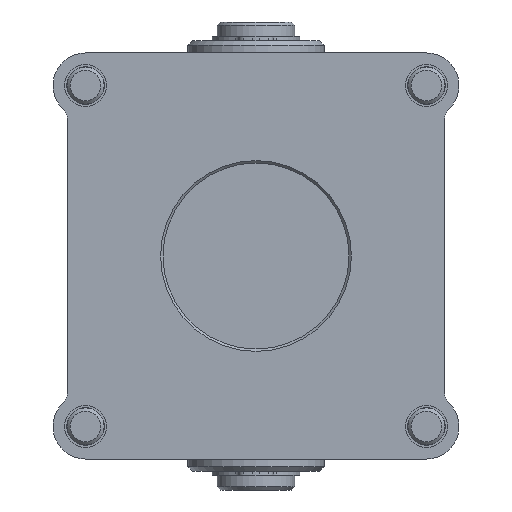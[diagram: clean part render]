
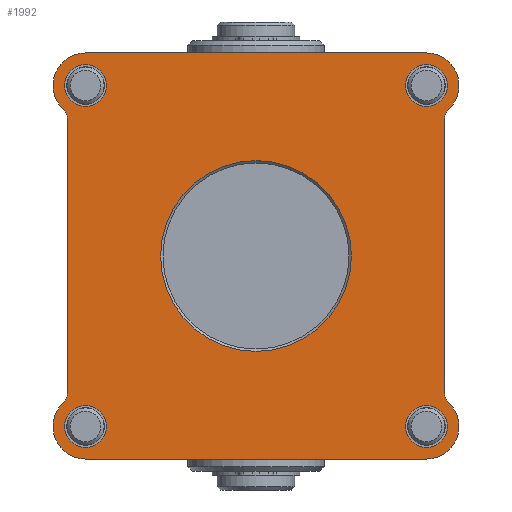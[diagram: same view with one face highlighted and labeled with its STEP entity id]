
A CAD part, front view. The second image highlights one B-rep face of the part: STEP entity #1992.
In plain terms, the highlighted planar face has unit normal (0, -1, 0).
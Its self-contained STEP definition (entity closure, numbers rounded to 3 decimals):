
#177=CIRCLE('',#2193,10.5);
#179=CIRCLE('',#2196,3.93);
#181=CIRCLE('',#2200,3.93);
#183=CIRCLE('',#2203,10.5);
#185=CIRCLE('',#2206,10.5);
#187=CIRCLE('',#2209,3.93);
#189=CIRCLE('',#2213,3.93);
#192=CIRCLE('',#2217,6.75);
#194=CIRCLE('',#2220,6.75);
#196=CIRCLE('',#2223,6.75);
#198=CIRCLE('',#2226,6.75);
#199=CIRCLE('',#2228,10.5);
#201=CIRCLE('',#2231,30.77);
#439=ORIENTED_EDGE('',*,*,#941,.F.);
#440=ORIENTED_EDGE('',*,*,#938,.T.);
#441=ORIENTED_EDGE('',*,*,#936,.T.);
#442=ORIENTED_EDGE('',*,*,#934,.T.);
#443=ORIENTED_EDGE('',*,*,#932,.T.);
#444=ORIENTED_EDGE('',*,*,#854,.F.);
#445=ORIENTED_EDGE('',*,*,#939,.F.);
#446=ORIENTED_EDGE('',*,*,#928,.T.);
#447=ORIENTED_EDGE('',*,*,#922,.F.);
#448=ORIENTED_EDGE('',*,*,#919,.T.);
#449=ORIENTED_EDGE('',*,*,#916,.F.);
#450=ORIENTED_EDGE('',*,*,#862,.F.);
#451=ORIENTED_EDGE('',*,*,#914,.F.);
#452=ORIENTED_EDGE('',*,*,#911,.T.);
#453=ORIENTED_EDGE('',*,*,#905,.F.);
#454=ORIENTED_EDGE('',*,*,#902,.T.);
#455=ORIENTED_EDGE('',*,*,#899,.F.);
#854=EDGE_CURVE('',#1119,#1120,#1297,.T.);
#862=EDGE_CURVE('',#1125,#1126,#1305,.T.);
#899=EDGE_CURVE('',#1120,#1149,#177,.T.);
#902=EDGE_CURVE('',#1151,#1149,#179,.T.);
#905=EDGE_CURVE('',#1151,#1153,#1328,.T.);
#911=EDGE_CURVE('',#1157,#1153,#181,.T.);
#914=EDGE_CURVE('',#1157,#1125,#183,.T.);
#916=EDGE_CURVE('',#1126,#1159,#185,.T.);
#919=EDGE_CURVE('',#1161,#1159,#187,.T.);
#922=EDGE_CURVE('',#1161,#1163,#1337,.T.);
#928=EDGE_CURVE('',#1167,#1163,#189,.T.);
#932=EDGE_CURVE('',#1170,#1170,#192,.T.);
#934=EDGE_CURVE('',#1172,#1172,#194,.T.);
#936=EDGE_CURVE('',#1174,#1174,#196,.T.);
#938=EDGE_CURVE('',#1176,#1176,#198,.T.);
#939=EDGE_CURVE('',#1167,#1119,#199,.T.);
#941=EDGE_CURVE('',#1177,#1177,#201,.T.);
#1119=VERTEX_POINT('',#3203);
#1120=VERTEX_POINT('',#3205);
#1125=VERTEX_POINT('',#3218);
#1126=VERTEX_POINT('',#3220);
#1149=VERTEX_POINT('',#3307);
#1151=VERTEX_POINT('',#3313);
#1153=VERTEX_POINT('',#3319);
#1157=VERTEX_POINT('',#3330);
#1159=VERTEX_POINT('',#3339);
#1161=VERTEX_POINT('',#3345);
#1163=VERTEX_POINT('',#3351);
#1167=VERTEX_POINT('',#3362);
#1170=VERTEX_POINT('',#3370);
#1172=VERTEX_POINT('',#3375);
#1174=VERTEX_POINT('',#3380);
#1176=VERTEX_POINT('',#3385);
#1177=VERTEX_POINT('',#3391);
#1297=LINE('',#3204,#1419);
#1305=LINE('',#3219,#1427);
#1328=LINE('',#3318,#1450);
#1337=LINE('',#3350,#1459);
#1419=VECTOR('',#2476,1000.);
#1427=VECTOR('',#2486,1000.);
#1450=VECTOR('',#2567,1000.);
#1459=VECTOR('',#2602,1000.);
#1550=EDGE_LOOP('',(#439));
#1551=EDGE_LOOP('',(#440));
#1552=EDGE_LOOP('',(#441));
#1553=EDGE_LOOP('',(#442));
#1554=EDGE_LOOP('',(#443));
#1555=EDGE_LOOP('',(#444,#445,#446,#447,#448,#449,#450,#451,#452,#453,#454,
#455));
#1744=FACE_BOUND('',#1550,.T.);
#1745=FACE_BOUND('',#1551,.T.);
#1746=FACE_BOUND('',#1552,.T.);
#1747=FACE_BOUND('',#1553,.T.);
#1748=FACE_BOUND('',#1554,.T.);
#1749=FACE_BOUND('',#1555,.T.);
#1916=PLANE('',#2230);
#1992=ADVANCED_FACE('',(#1744,#1745,#1746,#1747,#1748,#1749),#1916,.F.);
#2193=AXIS2_PLACEMENT_3D('',#3306,#2553,#2554);
#2196=AXIS2_PLACEMENT_3D('',#3312,#2560,#2561);
#2200=AXIS2_PLACEMENT_3D('',#3329,#2575,#2576);
#2203=AXIS2_PLACEMENT_3D('',#3335,#2582,#2583);
#2206=AXIS2_PLACEMENT_3D('',#3338,#2588,#2589);
#2209=AXIS2_PLACEMENT_3D('',#3344,#2595,#2596);
#2213=AXIS2_PLACEMENT_3D('',#3361,#2610,#2611);
#2217=AXIS2_PLACEMENT_3D('',#3369,#2619,#2620);
#2220=AXIS2_PLACEMENT_3D('',#3374,#2625,#2626);
#2223=AXIS2_PLACEMENT_3D('',#3379,#2631,#2632);
#2226=AXIS2_PLACEMENT_3D('',#3384,#2637,#2638);
#2228=AXIS2_PLACEMENT_3D('',#3387,#2641,#2642);
#2230=AXIS2_PLACEMENT_3D('',#3389,#2645,#2646);
#2231=AXIS2_PLACEMENT_3D('',#3390,#2647,#2648);
#2476=DIRECTION('',(-1.,0.,0.));
#2486=DIRECTION('',(1.,0.,0.));
#2553=DIRECTION('',(0.,1.,0.));
#2554=DIRECTION('',(1.,0.,0.));
#2560=DIRECTION('',(0.,1.,0.));
#2561=DIRECTION('',(1.,0.,0.));
#2567=DIRECTION('',(0.,0.,1.));
#2575=DIRECTION('',(0.,1.,0.));
#2576=DIRECTION('',(1.,0.,0.));
#2582=DIRECTION('',(0.,1.,0.));
#2583=DIRECTION('',(1.,0.,0.));
#2588=DIRECTION('',(0.,1.,0.));
#2589=DIRECTION('',(1.,0.,0.));
#2595=DIRECTION('',(0.,1.,0.));
#2596=DIRECTION('',(1.,0.,0.));
#2602=DIRECTION('',(0.,0.,-1.));
#2610=DIRECTION('',(0.,1.,0.));
#2611=DIRECTION('',(1.,0.,0.));
#2619=DIRECTION('',(0.,1.,0.));
#2620=DIRECTION('',(1.,0.,0.));
#2625=DIRECTION('',(0.,1.,0.));
#2626=DIRECTION('',(1.,0.,0.));
#2631=DIRECTION('',(0.,1.,0.));
#2632=DIRECTION('',(1.,0.,0.));
#2637=DIRECTION('',(0.,1.,0.));
#2638=DIRECTION('',(1.,0.,0.));
#2641=DIRECTION('',(0.,1.,0.));
#2642=DIRECTION('',(1.,0.,0.));
#2645=DIRECTION('',(0.,1.,0.));
#2646=DIRECTION('',(0.,0.,1.));
#2647=DIRECTION('',(0.,-1.,0.));
#2648=DIRECTION('',(0.,0.,-1.));
#3203=CARTESIAN_POINT('',(55.,0.,-65.5));
#3204=CARTESIAN_POINT('',(55.,0.,-65.5));
#3205=CARTESIAN_POINT('',(-55.,0.,-65.5));
#3218=CARTESIAN_POINT('',(-55.,0.,65.5));
#3219=CARTESIAN_POINT('',(-55.,0.,65.5));
#3220=CARTESIAN_POINT('',(55.,0.,65.5));
#3306=CARTESIAN_POINT('',(-55.,0.,-55.));
#3307=CARTESIAN_POINT('',(-62.142,0.,-47.303));
#3312=CARTESIAN_POINT('',(-64.815,0.,-44.422));
#3313=CARTESIAN_POINT('',(-60.885,0.,-44.422));
#3318=CARTESIAN_POINT('',(-60.885,0.,-44.422));
#3319=CARTESIAN_POINT('',(-60.885,0.,44.422));
#3329=CARTESIAN_POINT('',(-64.815,0.,44.422));
#3330=CARTESIAN_POINT('',(-62.142,0.,47.303));
#3335=CARTESIAN_POINT('',(-55.,0.,55.));
#3338=CARTESIAN_POINT('',(55.,0.,55.));
#3339=CARTESIAN_POINT('',(62.142,0.,47.303));
#3344=CARTESIAN_POINT('',(64.815,0.,44.422));
#3345=CARTESIAN_POINT('',(60.885,0.,44.422));
#3350=CARTESIAN_POINT('',(60.885,0.,44.422));
#3351=CARTESIAN_POINT('',(60.885,0.,-44.422));
#3361=CARTESIAN_POINT('',(64.815,0.,-44.422));
#3362=CARTESIAN_POINT('',(62.142,0.,-47.303));
#3369=CARTESIAN_POINT('',(55.,0.,-55.));
#3370=CARTESIAN_POINT('',(61.75,0.,-55.));
#3374=CARTESIAN_POINT('',(55.,0.,55.));
#3375=CARTESIAN_POINT('',(61.75,0.,55.));
#3379=CARTESIAN_POINT('',(-55.,0.,-55.));
#3380=CARTESIAN_POINT('',(-48.25,0.,-55.));
#3384=CARTESIAN_POINT('',(-55.,0.,55.));
#3385=CARTESIAN_POINT('',(-48.25,0.,55.));
#3387=CARTESIAN_POINT('',(55.,0.,-55.));
#3389=CARTESIAN_POINT('',(-55.,0.,-55.));
#3390=CARTESIAN_POINT('',(0.,0.,0.));
#3391=CARTESIAN_POINT('',(0.,0.,-30.77));
